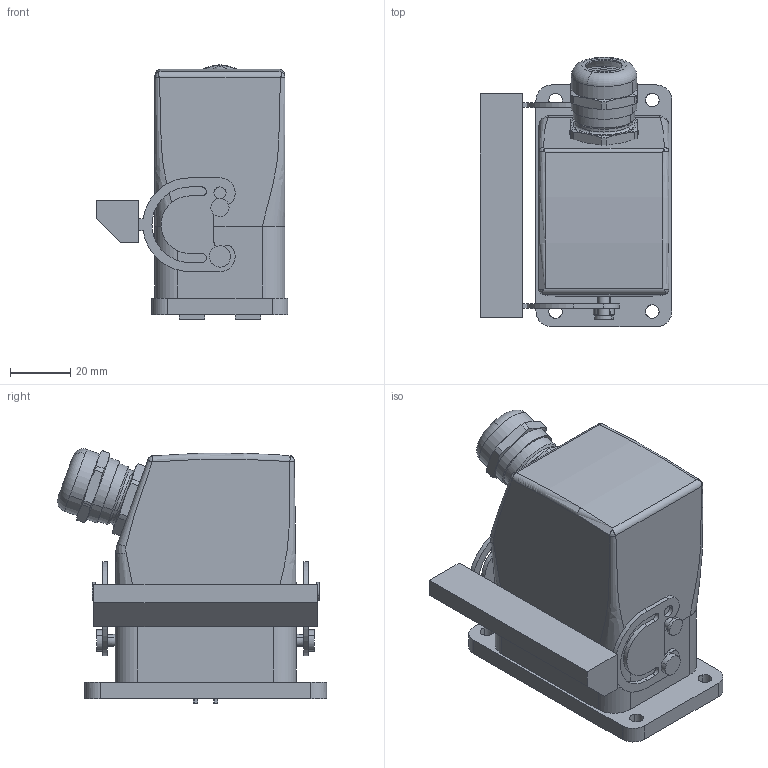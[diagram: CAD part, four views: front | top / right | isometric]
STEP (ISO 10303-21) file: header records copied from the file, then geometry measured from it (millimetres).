
FILE_DESCRIPTION(('CATIA V5 STEP Exchange','CAx-IF Rec.Pracs.--- Model Styling and Organization---1.4--- 2014-01-23'),'2;1');
FILE_NAME ('003842-1_2', '2019-10-24T17:34:19+00:00', ('none'), ('Weidmueller'), 'CATIA Version 5-6 Release 2016 SP3 HF44', 'CATIA V5 STEP AP214', 'none');
FILE_SCHEMA(('AUTOMOTIVE_DESIGN { 1 0 10303 214 1 1 1 1 }'));
Products named in the file (1): 1027650000
Bounding box: 63.5 x 89.05 x 84.15 mm (x, y, z)
Volume: 131942.5 mm3; surface area: 85937 mm2
Topology: 11 solids, 33 shells, 3455 faces, 9737 edges, 6394 vertices
Faces by surface type: plane 1952, cylinder 932, cone 284, torus 161, bspline 66, extrusion 44, sphere 8, revolution 8
Entity records: 115934 total; most frequent: CARTESIAN_POINT 31987, ORIENTED_EDGE 19418, DIRECTION 13847, EDGE_CURVE 9709, VECTOR 6480, LINE 6436, VERTEX_POINT 6394, AXIS2_PLACEMENT_3D 4742
